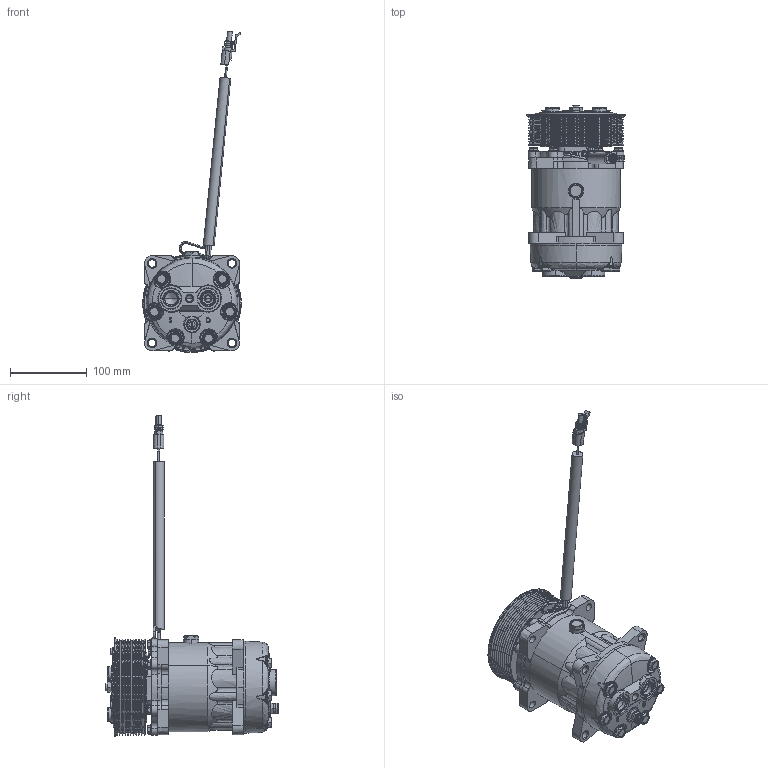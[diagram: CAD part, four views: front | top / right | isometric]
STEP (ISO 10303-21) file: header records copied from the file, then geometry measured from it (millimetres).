
FILE_DESCRIPTION(('CATIA V5 STEP Exchange'),'2;1');
FILE_NAME('SANDEN_4309_REV_B_COMPR_AC.stp','2007-05-21T14:28:04+00:00',('none'),('none'),'CATIA Version 5 Release 16 (IN-10)','CATIA V5 STEP AP203','none');
FILE_SCHEMA(('CONFIG_CONTROL_DESIGN'));
Length unit declared in the file: millimetre
Products named in the file (1): Part2
Bounding box: 128.96 x 225.03 x 419.43 mm (x, y, z)
Volume: 2286255.1 mm3; surface area: 209468.4 mm2
Topology: 1 solids, 1 shells, 1345 faces, 5137 edges, 3852 vertices
Faces by surface type: bspline 773, plane 336, cylinder 117, cone 69, torus 48, extrusion 2
Entity records: 95623 total; most frequent: CARTESIAN_POINT 62562, ORIENTED_EDGE 10250, EDGE_CURVE 5125, B_SPLINE_CURVE_WITH_KNOTS 4193, VERTEX_POINT 3852, DIRECTION 1820, EDGE_LOOP 1449, ADVANCED_FACE 1345
